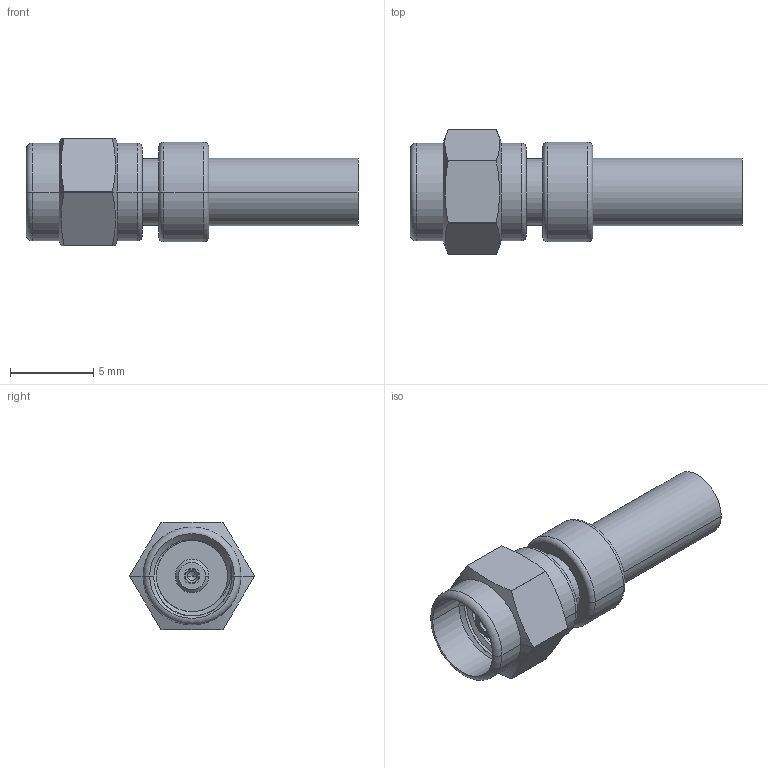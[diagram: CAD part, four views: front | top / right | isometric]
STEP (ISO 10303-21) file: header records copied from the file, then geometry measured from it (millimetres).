
FILE_DESCRIPTION((''),'2;1');
FILE_NAME('PRT0001','2021-08-31T',('Administrator'),(''),'PRO/ENGINEER BY PARAMETRIC TECHNOLOGY CORPORATION, 2012090','PRO/ENGINEER BY PARAMETRIC TECHNOLOGY CORPORATION, 2012090','');
FILE_SCHEMA(('CONFIG_CONTROL_DESIGN'));
Length unit declared in the file: millimetre
Products named in the file (1): PRT0001
Bounding box: 20 x 7.5 x 6.5 mm (x, y, z)
Volume: 310.6 mm3; surface area: 665.3 mm2
Topology: 1 solids, 1 shells, 76 faces, 175 edges, 107 vertices
Faces by surface type: cylinder 35, plane 16, cone 14, torus 8, bspline 3
Entity records: 3111 total; most frequent: CARTESIAN_POINT 1354, DIRECTION 375, ORIENTED_EDGE 346, EDGE_CURVE 173, AXIS2_PLACEMENT_3D 158, VERTEX_POINT 107, CIRCLE 85, EDGE_LOOP 84
